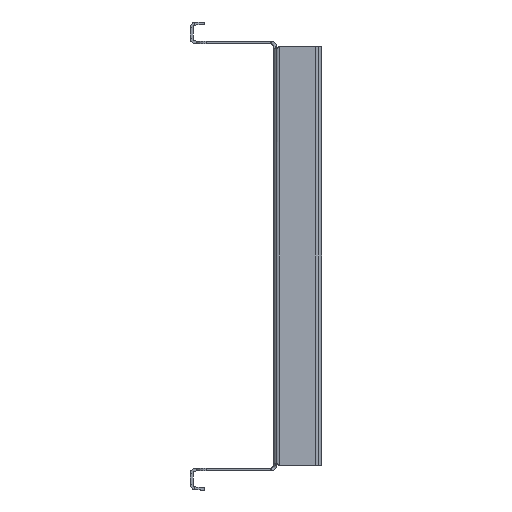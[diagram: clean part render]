
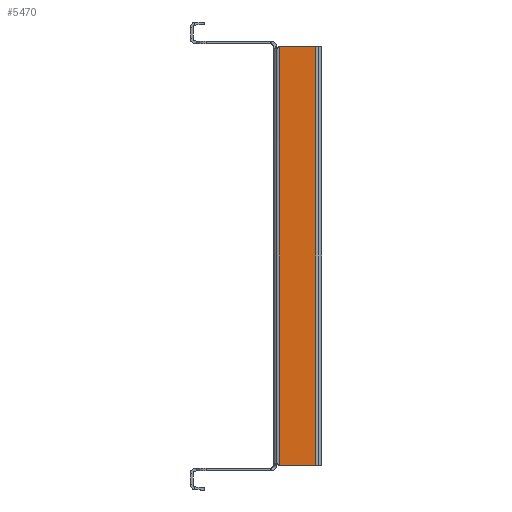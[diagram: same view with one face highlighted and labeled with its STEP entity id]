
A CAD part, left-side view. The second image highlights one B-rep face of the part: STEP entity #5470.
In plain terms, the highlighted planar face has unit normal (-1, 0, 0).
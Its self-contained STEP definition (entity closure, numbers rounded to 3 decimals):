
#193 = LINE ( 'NONE', #8275, #11647 ) ;
#952 = EDGE_CURVE ( 'NONE', #5578, #8548, #17196, .T. ) ;
#1390 = VECTOR ( 'NONE', #13606, 1000. ) ;
#1675 = CARTESIAN_POINT ( 'NONE',  ( -480., 0., -143. ) ) ;
#2119 = DIRECTION ( 'NONE',  ( -1., 0., 0. ) ) ;
#2196 = CARTESIAN_POINT ( 'NONE',  ( -480., -4., 143. ) ) ;
#3310 = ORIENTED_EDGE ( 'NONE', *, *, #13126, .T. ) ;
#4589 = PLANE ( 'NONE',  #7674 ) ;
#5220 = DIRECTION ( 'NONE',  ( 0., 0., 1. ) ) ;
#5470 = ADVANCED_FACE ( 'NONE', ( #7392 ), #4589, .T. ) ;
#5578 = VERTEX_POINT ( 'NONE', #6346 ) ;
#6346 = CARTESIAN_POINT ( 'NONE',  ( -480., -29., -143. ) ) ;
#7392 = FACE_OUTER_BOUND ( 'NONE', #12302, .T. ) ;
#7674 = AXIS2_PLACEMENT_3D ( 'NONE', #15177, #2119, #15265 ) ;
#7867 = VECTOR ( 'NONE', #9622, 1000. ) ;
#8275 = CARTESIAN_POINT ( 'NONE',  ( -480., -4., 0. ) ) ;
#8481 = LINE ( 'NONE', #13824, #7867 ) ;
#8548 = VERTEX_POINT ( 'NONE', #9323 ) ;
#8704 = EDGE_CURVE ( 'NONE', #11180, #5578, #14917, .T. ) ;
#8725 = VERTEX_POINT ( 'NONE', #2196 ) ;
#9323 = CARTESIAN_POINT ( 'NONE',  ( -480., -29., 143. ) ) ;
#9398 = CARTESIAN_POINT ( 'NONE',  ( -480., -29., -143. ) ) ;
#9501 = DIRECTION ( 'NONE',  ( 0., 0., -1. ) ) ;
#9622 = DIRECTION ( 'NONE',  ( 0., 1., 0. ) ) ;
#10644 = ORIENTED_EDGE ( 'NONE', *, *, #952, .T. ) ;
#10708 = ORIENTED_EDGE ( 'NONE', *, *, #8704, .T. ) ;
#11180 = VERTEX_POINT ( 'NONE', #13090 ) ;
#11647 = VECTOR ( 'NONE', #9501, 1000. ) ;
#12302 = EDGE_LOOP ( 'NONE', ( #10708, #10644, #3310, #16759 ) ) ;
#13090 = CARTESIAN_POINT ( 'NONE',  ( -480., -4., -143. ) ) ;
#13126 = EDGE_CURVE ( 'NONE', #8548, #8725, #8481, .T. ) ;
#13606 = DIRECTION ( 'NONE',  ( 0., -1., 0. ) ) ;
#13824 = CARTESIAN_POINT ( 'NONE',  ( -480., 0., 143. ) ) ;
#14917 = LINE ( 'NONE', #1675, #1390 ) ;
#15177 = CARTESIAN_POINT ( 'NONE',  ( -480., 0., 0. ) ) ;
#15205 = EDGE_CURVE ( 'NONE', #8725, #11180, #193, .T. ) ;
#15265 = DIRECTION ( 'NONE',  ( 0., -1., 0. ) ) ;
#16450 = VECTOR ( 'NONE', #5220, 1000. ) ;
#16759 = ORIENTED_EDGE ( 'NONE', *, *, #15205, .T. ) ;
#17196 = LINE ( 'NONE', #9398, #16450 ) ;
